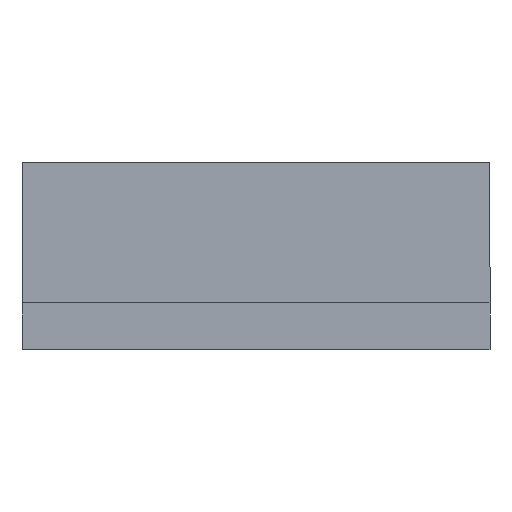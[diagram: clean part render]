
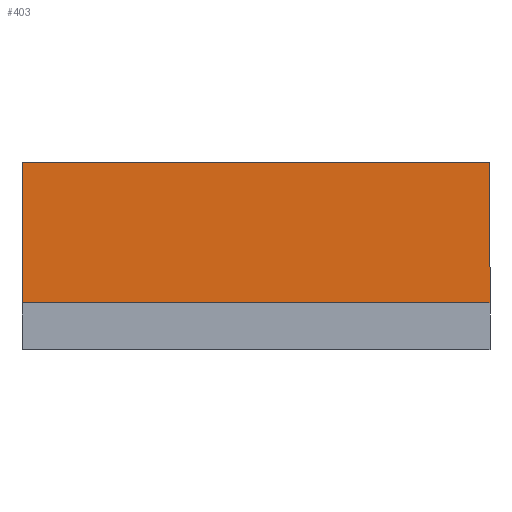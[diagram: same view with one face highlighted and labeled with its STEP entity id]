
A CAD part, front view. The second image highlights one B-rep face of the part: STEP entity #403.
In plain terms, the highlighted face is planar.
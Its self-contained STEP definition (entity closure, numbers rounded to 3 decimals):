
#37 = CARTESIAN_POINT ( 'NONE',  ( 0., 0., 20. ) ) ;
#47 = CARTESIAN_POINT ( 'NONE',  ( 200., 60., 20. ) ) ;
#80 = PLANE ( 'NONE',  #624 ) ;
#83 = CARTESIAN_POINT ( 'NONE',  ( 0., 0., 20. ) ) ;
#90 = VECTOR ( 'NONE', #616, 1000. ) ;
#110 = DIRECTION ( 'NONE',  ( -1., 0., 0. ) ) ;
#122 = VECTOR ( 'NONE', #110, 1000. ) ;
#136 = LINE ( 'NONE', #524, #90 ) ;
#139 = DIRECTION ( 'NONE',  ( 0., 0., -1. ) ) ;
#143 = DIRECTION ( 'NONE',  ( -1., 0., 0. ) ) ;
#177 = CARTESIAN_POINT ( 'NONE',  ( 0., 0., 20. ) ) ;
#178 = VECTOR ( 'NONE', #269, 1000. ) ;
#188 = DIRECTION ( 'NONE',  ( 0., 1., 0. ) ) ;
#194 = ORIENTED_EDGE ( 'NONE', *, *, #601, .T. ) ;
#197 = EDGE_LOOP ( 'NONE', ( #362, #238, #559, #194 ) ) ;
#226 = CARTESIAN_POINT ( 'NONE',  ( 0., 60., 20. ) ) ;
#228 = FACE_OUTER_BOUND ( 'NONE', #197, .T. ) ;
#238 = ORIENTED_EDGE ( 'NONE', *, *, #271, .T. ) ;
#263 = EDGE_CURVE ( 'NONE', #618, #534, #414, .T. ) ;
#269 = DIRECTION ( 'NONE',  ( 1., 0., 0. ) ) ;
#271 = EDGE_CURVE ( 'NONE', #343, #618, #367, .T. ) ;
#278 = VECTOR ( 'NONE', #188, 1000. ) ;
#284 = VERTEX_POINT ( 'NONE', #226 ) ;
#288 = LINE ( 'NONE', #297, #122 ) ;
#297 = CARTESIAN_POINT ( 'NONE',  ( 0., 60., 20. ) ) ;
#343 = VERTEX_POINT ( 'NONE', #83 ) ;
#356 = EDGE_CURVE ( 'NONE', #284, #343, #136, .T. ) ;
#362 = ORIENTED_EDGE ( 'NONE', *, *, #356, .T. ) ;
#364 = CARTESIAN_POINT ( 'NONE',  ( 200., 0., 20. ) ) ;
#367 = LINE ( 'NONE', #37, #178 ) ;
#403 = ADVANCED_FACE ( 'NONE', ( #228 ), #80, .F. ) ;
#414 = LINE ( 'NONE', #364, #278 ) ;
#481 = CARTESIAN_POINT ( 'NONE',  ( 200., 0., 20. ) ) ;
#524 = CARTESIAN_POINT ( 'NONE',  ( 0., 0., 20. ) ) ;
#534 = VERTEX_POINT ( 'NONE', #47 ) ;
#559 = ORIENTED_EDGE ( 'NONE', *, *, #263, .T. ) ;
#601 = EDGE_CURVE ( 'NONE', #534, #284, #288, .T. ) ;
#616 = DIRECTION ( 'NONE',  ( 0., -1., 0. ) ) ;
#618 = VERTEX_POINT ( 'NONE', #481 ) ;
#624 = AXIS2_PLACEMENT_3D ( 'NONE', #177, #139, #143 ) ;
